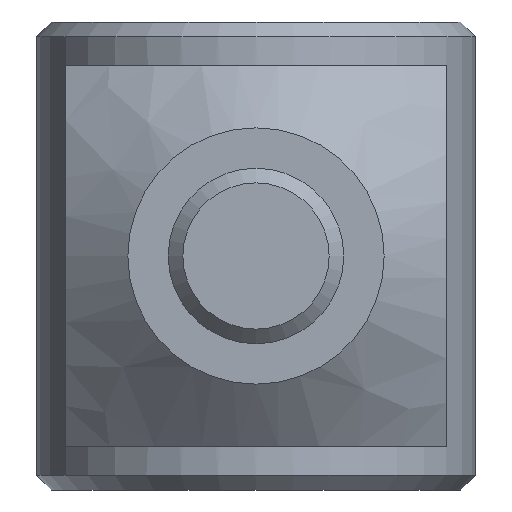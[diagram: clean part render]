
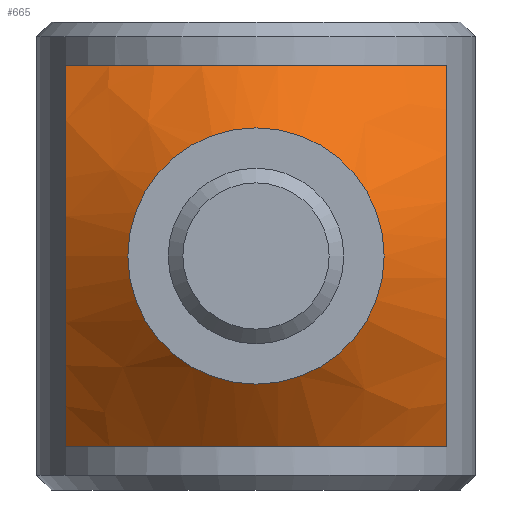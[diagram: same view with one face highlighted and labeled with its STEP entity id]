
A CAD part, left-side view. The second image highlights one B-rep face of the part: STEP entity #665.
In plain terms, the highlighted free-form (B-spline) face has degree [2, 1] with [9, 2] control points.
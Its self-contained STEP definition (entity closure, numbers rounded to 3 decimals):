
#380=CARTESIAN_POINT('',(-17.077,6.5,1.5));
#381=VERTEX_POINT('',#380);
#388=CARTESIAN_POINT('',(-19.203,6.5,8.));
#389=VERTEX_POINT('',#388);
#390=CARTESIAN_POINT('',(-17.077,6.5,1.5));
#391=CARTESIAN_POINT('',(-17.405,6.5,2.087));
#392=CARTESIAN_POINT('',(-17.916,6.5,3.064));
#393=CARTESIAN_POINT('',(-18.585,6.5,4.633));
#394=CARTESIAN_POINT('',(-18.983,6.5,5.928));
#395=CARTESIAN_POINT('',(-19.172,6.5,7.118));
#396=CARTESIAN_POINT('',(-19.203,6.5,7.718));
#397=CARTESIAN_POINT('',(-19.203,6.5,8.));
#398=B_SPLINE_CURVE_WITH_KNOTS('',3,(#390,#391,#392,#393,#394,#395,#396,#397),.UNSPECIFIED.,.F.,.U.,(4,1,1,1,1,4),(0.0,2.018,3.303,5.116,6.068,6.914),.UNSPECIFIED.);
#399=EDGE_CURVE('',#381,#389,#398,.T.);
#401=CARTESIAN_POINT('',(-17.077,6.5,14.5));
#402=VERTEX_POINT('',#401);
#403=CARTESIAN_POINT('',(-19.203,6.5,8.));
#404=CARTESIAN_POINT('',(-19.203,6.5,8.282));
#405=CARTESIAN_POINT('',(-19.172,6.5,8.882));
#406=CARTESIAN_POINT('',(-18.983,6.5,10.072));
#407=CARTESIAN_POINT('',(-18.585,6.5,11.367));
#408=CARTESIAN_POINT('',(-17.916,6.5,12.936));
#409=CARTESIAN_POINT('',(-17.405,6.5,13.913));
#410=CARTESIAN_POINT('',(-17.077,6.5,14.5));
#411=B_SPLINE_CURVE_WITH_KNOTS('',3,(#403,#404,#405,#406,#407,#408,#409,#410),.UNSPECIFIED.,.F.,.U.,(4,1,1,1,1,4),(0.0,0.846,1.799,3.611,4.897,6.914),.UNSPECIFIED.);
#412=EDGE_CURVE('',#389,#402,#411,.T.);
#436=CARTESIAN_POINT('',(-20.876,4.382,8.));
#437=VERTEX_POINT('',#436);
#438=CARTESIAN_POINT('',(-20.876,-4.382,8.));
#439=VERTEX_POINT('',#438);
#440=CARTESIAN_POINT('',(-20.876,0.,8.));
#441=DIRECTION('',(-1.0,0.0,0.0));
#442=DIRECTION('',(0.0,1.0,0.0));
#443=AXIS2_PLACEMENT_3D('',#440,#441,#442);
#444=CIRCLE('',#443,4.382);
#445=EDGE_CURVE('',#437,#439,#444,.T.);
#447=CARTESIAN_POINT('',(-20.876,0.,8.));
#448=DIRECTION('',(-1.0,0.0,0.0));
#449=DIRECTION('',(0.0,1.0,0.0));
#450=AXIS2_PLACEMENT_3D('',#447,#448,#449);
#451=CIRCLE('',#450,4.382);
#452=EDGE_CURVE('',#439,#437,#451,.T.);
#492=CARTESIAN_POINT('',(-17.077,-6.5,14.5));
#493=VERTEX_POINT('',#492);
#500=CARTESIAN_POINT('',(-17.077,-6.5,1.5));
#501=VERTEX_POINT('',#500);
#502=CARTESIAN_POINT('',(-17.077,-6.5,14.5));
#503=CARTESIAN_POINT('',(-17.361,-6.5,13.992));
#504=CARTESIAN_POINT('',(-17.878,-6.5,13.01));
#505=CARTESIAN_POINT('',(-18.501,-6.5,11.583));
#506=CARTESIAN_POINT('',(-18.909,-6.5,10.323));
#507=CARTESIAN_POINT('',(-19.149,-6.5,9.146));
#508=CARTESIAN_POINT('',(-19.234,-6.5,7.983));
#509=CARTESIAN_POINT('',(-19.143,-6.5,6.812));
#510=CARTESIAN_POINT('',(-18.895,-6.5,5.626));
#511=CARTESIAN_POINT('',(-18.482,-6.5,4.37));
#512=CARTESIAN_POINT('',(-17.865,-6.5,2.965));
#513=CARTESIAN_POINT('',(-17.356,-6.5,1.999));
#514=CARTESIAN_POINT('',(-17.077,-6.5,1.5));
#515=B_SPLINE_CURVE_WITH_KNOTS('',3,(#502,#503,#504,#505,#506,#507,#508,#509,#510,#511,#512,#513,#514),.UNSPECIFIED.,.F.,.U.,(4,1,1,1,1,1,1,1,1,1,4),(0.0,1.746,3.327,4.668,5.713,6.925,8.155,9.228,10.555,12.114,13.829),.UNSPECIFIED.);
#516=EDGE_CURVE('',#493,#501,#515,.T.);
#576=CARTESIAN_POINT('',(-17.077,6.5,1.5));
#577=CARTESIAN_POINT('',(-17.366,5.984,1.5));
#578=CARTESIAN_POINT('',(-17.885,4.997,1.5));
#579=CARTESIAN_POINT('',(-18.511,3.557,1.5));
#580=CARTESIAN_POINT('',(-18.905,2.329,1.5));
#581=CARTESIAN_POINT('',(-19.14,1.185,1.5));
#582=CARTESIAN_POINT('',(-19.234,0.057,1.5));
#583=CARTESIAN_POINT('',(-19.149,-1.19,1.5));
#584=CARTESIAN_POINT('',(-18.87,-2.484,1.5));
#585=CARTESIAN_POINT('',(-18.42,-3.783,1.5));
#586=CARTESIAN_POINT('',(-17.812,-5.138,1.5));
#587=CARTESIAN_POINT('',(-17.34,-6.029,1.5));
#588=CARTESIAN_POINT('',(-17.077,-6.5,1.5));
#589=B_SPLINE_CURVE_WITH_KNOTS('',3,(#576,#577,#578,#579,#580,#581,#582,#583,#584,#585,#586,#587,#588),.UNSPECIFIED.,.F.,.U.,(4,1,1,1,1,1,1,1,1,1,4),(0.0,1.774,3.342,4.708,5.636,6.841,8.096,9.376,10.803,12.212,13.829),.UNSPECIFIED.);
#590=EDGE_CURVE('',#381,#501,#589,.T.);
#602=CARTESIAN_POINT('',(-17.077,6.5,14.5));
#603=CARTESIAN_POINT('',(-17.366,5.984,14.5));
#604=CARTESIAN_POINT('',(-17.885,4.997,14.5));
#605=CARTESIAN_POINT('',(-18.511,3.557,14.5));
#606=CARTESIAN_POINT('',(-18.905,2.329,14.5));
#607=CARTESIAN_POINT('',(-19.14,1.185,14.5));
#608=CARTESIAN_POINT('',(-19.234,0.057,14.5));
#609=CARTESIAN_POINT('',(-19.149,-1.19,14.5));
#610=CARTESIAN_POINT('',(-18.87,-2.484,14.5));
#611=CARTESIAN_POINT('',(-18.42,-3.783,14.5));
#612=CARTESIAN_POINT('',(-17.812,-5.138,14.5));
#613=CARTESIAN_POINT('',(-17.34,-6.029,14.5));
#614=CARTESIAN_POINT('',(-17.077,-6.5,14.5));
#615=B_SPLINE_CURVE_WITH_KNOTS('',3,(#602,#603,#604,#605,#606,#607,#608,#609,#610,#611,#612,#613,#614),.UNSPECIFIED.,.F.,.U.,(4,1,1,1,1,1,1,1,1,1,4),(0.0,1.774,3.342,4.708,5.636,6.841,8.096,9.376,10.803,12.212,13.829),.UNSPECIFIED.);
#616=EDGE_CURVE('',#402,#493,#615,.T.);
#623=CARTESIAN_POINT('',(-20.876,4.382,8.));
#624=CARTESIAN_POINT('',(-20.876,4.382,12.382));
#625=CARTESIAN_POINT('',(-20.876,0.,12.382));
#626=CARTESIAN_POINT('',(-20.876,-4.382,12.382));
#627=CARTESIAN_POINT('',(-20.876,-4.382,8.));
#628=CARTESIAN_POINT('',(-20.876,-4.382,3.618));
#629=CARTESIAN_POINT('',(-20.876,0.,3.618));
#630=CARTESIAN_POINT('',(-20.876,4.382,3.618));
#631=CARTESIAN_POINT('',(-20.876,4.382,8.));
#632=CARTESIAN_POINT('',(-17.077,9.192,8.));
#633=CARTESIAN_POINT('',(-17.077,9.192,17.192));
#634=CARTESIAN_POINT('',(-17.077,0.,17.192));
#635=CARTESIAN_POINT('',(-17.077,-9.192,17.192));
#636=CARTESIAN_POINT('',(-17.077,-9.192,8.));
#637=CARTESIAN_POINT('',(-17.077,-9.192,-1.192));
#638=CARTESIAN_POINT('',(-17.077,0.,-1.192));
#639=CARTESIAN_POINT('',(-17.077,9.192,-1.192));
#640=CARTESIAN_POINT('',(-17.077,9.192,8.));
#648=(BOUNDED_SURFACE()B_SPLINE_SURFACE(2,1,((#623,#632),(#624,#633),(#625,#634),(#626,#635),(#627,#636),(#628,#637),(#629,#638),(#630,#639),(#631,#640)),.UNSPECIFIED.,.T.,.F.,.U.)B_SPLINE_SURFACE_WITH_KNOTS((3,2,2,2,3),(2,2),(0.0,0.25,0.5,0.75,1.0),(-7.066,-0.937),.UNSPECIFIED.)GEOMETRIC_REPRESENTATION_ITEM()RATIONAL_B_SPLINE_SURFACE(((1.0,1.0),(0.707,0.707),(1.0,1.0),(0.707,0.707),(1.0,1.0),(0.707,0.707),(1.0,1.0),(0.707,0.707),(1.0,1.0)))REPRESENTATION_ITEM('')SURFACE());
#649=CARTESIAN_POINT('',(-20.876,4.382,8.));
#650=DIRECTION('',(0.62,0.785,0.0));
#651=VECTOR('',#650,2.699);
#652=LINE('',#649,#651);
#653=EDGE_CURVE('',#437,#389,#652,.T.);
#654=ORIENTED_EDGE('',*,*,#653,.T.);
#655=ORIENTED_EDGE('',*,*,#399,.F.);
#656=ORIENTED_EDGE('',*,*,#590,.T.);
#657=ORIENTED_EDGE('',*,*,#516,.F.);
#658=ORIENTED_EDGE('',*,*,#616,.F.);
#659=ORIENTED_EDGE('',*,*,#412,.F.);
#660=ORIENTED_EDGE('',*,*,#653,.F.);
#661=ORIENTED_EDGE('',*,*,#452,.F.);
#662=ORIENTED_EDGE('',*,*,#445,.F.);
#663=EDGE_LOOP('',(#654,#655,#656,#657,#658,#659,#660,#661,#662));
#664=FACE_OUTER_BOUND('',#663,.T.);
#665=ADVANCED_FACE('',(#664),#648,.T.);
